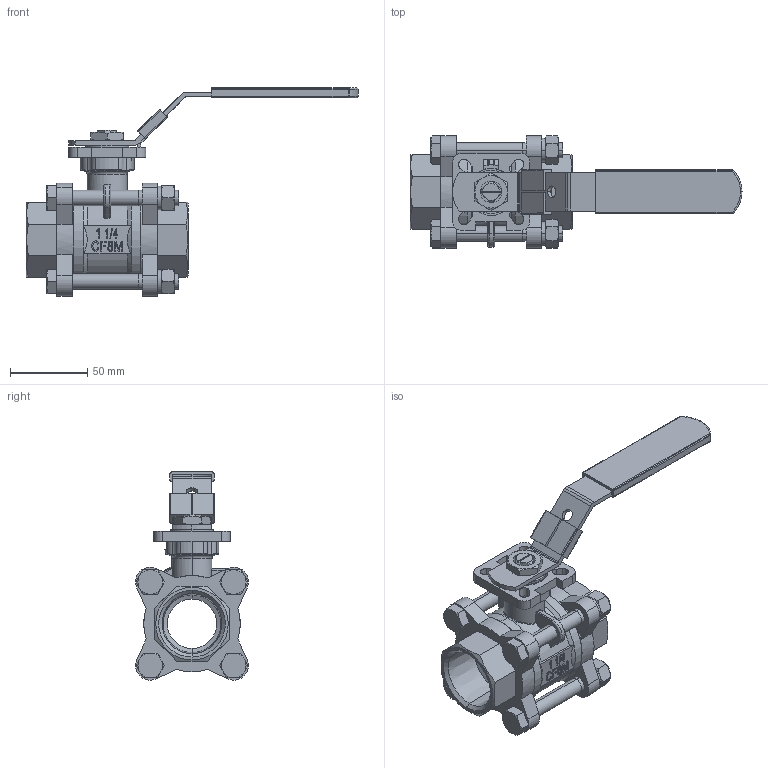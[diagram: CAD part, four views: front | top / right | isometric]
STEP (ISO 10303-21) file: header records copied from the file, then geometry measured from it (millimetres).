
FILE_DESCRIPTION(('STEP AP214'),'1');
FILE_NAME(' 1-1-4.stp','2023-12-06T03:14:01',(' '),(' '),'Spatial InterOp 3D',' ',' ');
FILE_SCHEMA(('AUTOMOTIVE_DESIGN { 1 0 10303 214 1 1 1 1 }'));
Length unit declared in the file: millimetre
Products named in the file (1): 阀体
Bounding box: 215.17 x 73.03 x 134.87 mm (x, y, z)
Volume: 218519.8 mm3; surface area: 113841.3 mm2
Topology: 23 solids, 23 shells, 888 faces, 2278 edges, 1453 vertices
Faces by surface type: plane 487, cylinder 231, cone 146, torus 14, sphere 6, bspline 4
Entity records: 37346 total; most frequent: CARTESIAN_POINT 8821, ORIENTED_EDGE 4540, DIRECTION 4428, EDGE_CURVE 2270, AXIS2_PLACEMENT_3D 1550, VERTEX_POINT 1453, LINE 1328, VECTOR 1328
